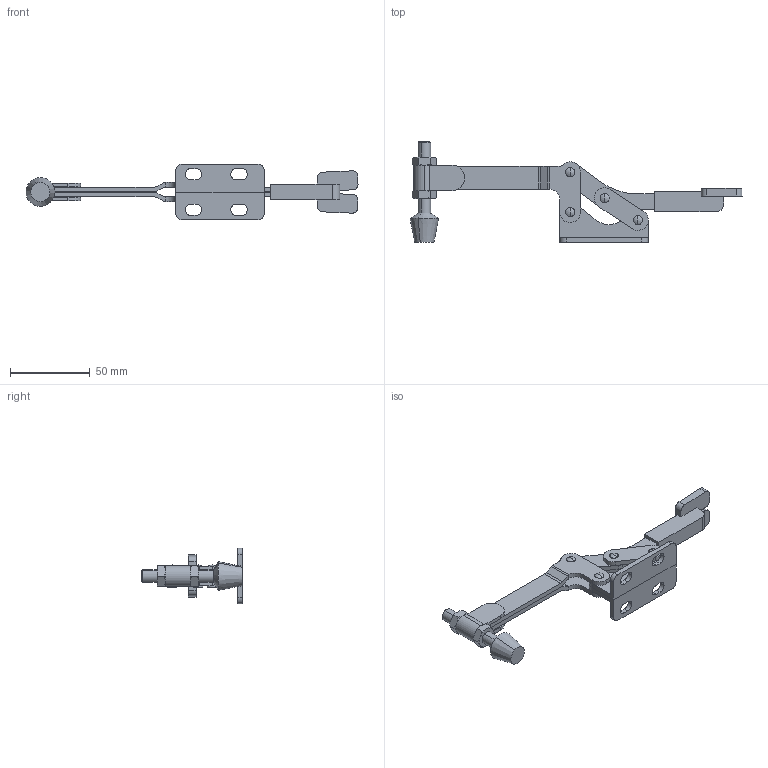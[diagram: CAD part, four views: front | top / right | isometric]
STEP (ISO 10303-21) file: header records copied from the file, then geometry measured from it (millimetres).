
FILE_DESCRIPTION (( 'STEP AP214' ), '1' );
FILE_NAME ('GH-22175(Â²¤Æ).STEP', '2020-07-17T09:08:23', ( 'LinWei' ), ( '' ), 'SwSTEP 2.0', 'SolidWorks 2016', '' );
FILE_SCHEMA (( 'AUTOMOTIVE_DESIGN' ));
Length unit declared in the file: millimetre
Products named in the file (6): Group4^GH-22165(簡化); Group2^GH-22180(簡化); Group1^GH-22180(簡化); 12216501-1^GH-22175(簡化); Group2^GH-22175(簡化); GH-22175(簡化)
Assembly tree (5 placements, depth 2):
  GH-22175(簡化)
    Group2^GH-22175(簡化)
    12216501-1^GH-22175(簡化)
    Group1^GH-22180(簡化)
    Group2^GH-22180(簡化)
    Group4^GH-22165(簡化)
Bounding box: 208.06 x 63.2 x 34.9 mm (x, y, z)
Volume: 43548.5 mm3; surface area: 29097.8 mm2
Topology: 6 solids, 6 shells, 288 faces, 718 edges, 460 vertices
Faces by surface type: plane 132, cylinder 118, cone 30, sphere 8
Entity records: 10048 total; most frequent: CARTESIAN_POINT 1758, DIRECTION 1545, ORIENTED_EDGE 1436, EDGE_CURVE 718, AXIS2_PLACEMENT_3D 583, VERTEX_POINT 460, VECTOR 379, LINE 379
